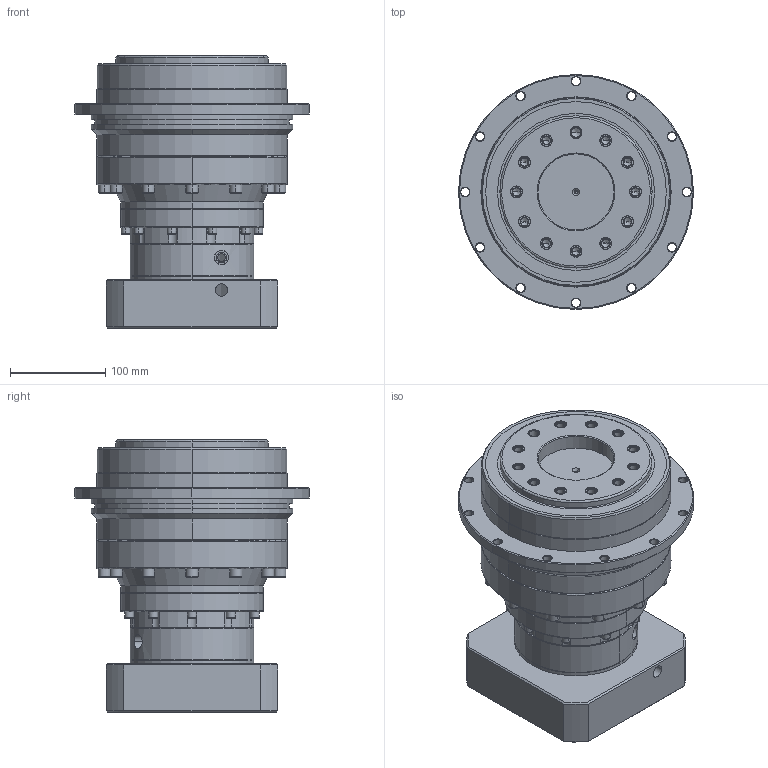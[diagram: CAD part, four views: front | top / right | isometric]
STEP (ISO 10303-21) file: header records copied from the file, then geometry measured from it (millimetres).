
FILE_DESCRIPTION (( 'STEP AP214' ), '1' );
FILE_NAME ('SD200-L2-42-114.3-200M12¼Óµæ°å.STEP', '2023-08-11T05:15:15', ( 'admin' ), ( '' ), 'SwSTEP 2.0', 'SolidWorks 2013', '' );
FILE_SCHEMA (( 'AUTOMOTIVE_DESIGN' ));
Length unit declared in the file: millimetre
Products named in the file (5): PB142_X2_6CD5517057AB677F_X0_; PB142_X2_8F9351656CD55170_X0_; SD200_X2_4E007EA78F9351657AEF_X0_-35; SD200_X2_8F9351FA7AEF_X0_; SD200-L2-42-114.3-200M12樓菜啣
Assembly tree (4 placements, depth 2):
  SD200-L2-42-114.3-200M12樓菜啣
    SD200_X2_8F9351FA7AEF_X0_
    SD200_X2_4E007EA78F9351657AEF_X0_-35
    PB142_X2_8F9351656CD55170_X0_
    PB142_X2_6CD5517057AB677F_X0_
Bounding box: 247 x 247 x 286 mm (x, y, z)
Volume: 6379427 mm3; surface area: 534734.1 mm2
Topology: 4 solids, 4 shells, 1072 faces, 2689 edges, 1651 vertices
Faces by surface type: cylinder 424, plane 302, cone 291, bspline 55
Entity records: 45707 total; most frequent: CARTESIAN_POINT 8040, DIRECTION 5650, ORIENTED_EDGE 5186, EDGE_CURVE 2593, AXIS2_PLACEMENT_3D 2189, VERTEX_POINT 1651, LINE 1272, VECTOR 1272
